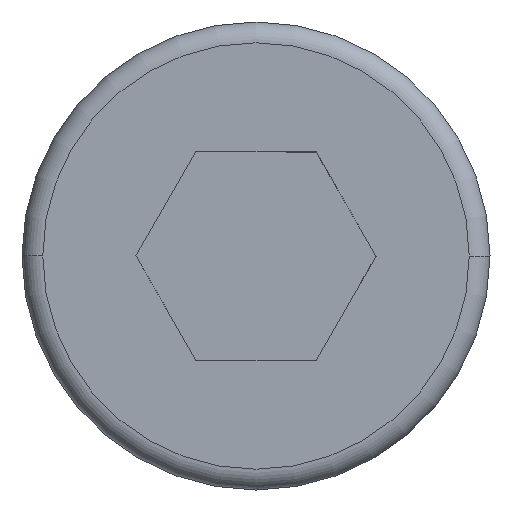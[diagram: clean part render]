
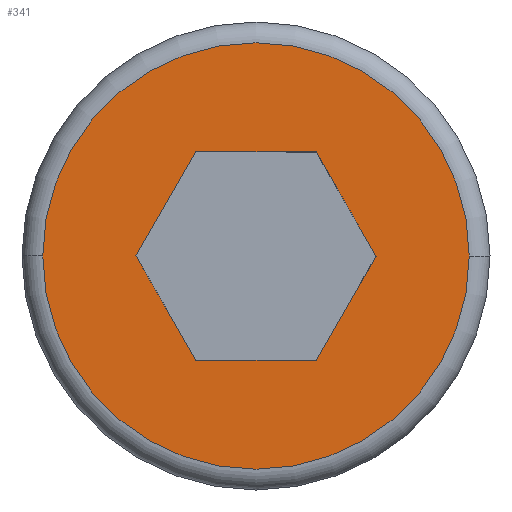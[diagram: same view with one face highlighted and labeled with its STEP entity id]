
A CAD part, left-side view. The second image highlights one B-rep face of the part: STEP entity #341.
In plain terms, the highlighted planar face has unit normal (-1, 0, 0).
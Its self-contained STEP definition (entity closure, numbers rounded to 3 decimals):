
#7 = LINE ( 'NONE', #304, #569 ) ;
#17 = VERTEX_POINT ( 'NONE', #555 ) ;
#18 = CARTESIAN_POINT ( 'NONE',  ( 0., 2.05, 0. ) ) ;
#19 = LINE ( 'NONE', #62, #144 ) ;
#21 = CARTESIAN_POINT ( 'NONE',  ( 0., 0., 0. ) ) ;
#24 = DIRECTION ( 'NONE',  ( 0., -1., 0. ) ) ;
#25 = CARTESIAN_POINT ( 'NONE',  ( 0., 1., 1. ) ) ;
#27 = CARTESIAN_POINT ( 'NONE',  ( 0., 1., 0. ) ) ;
#40 = EDGE_LOOP ( 'NONE', ( #661, #625, #544, #370, #54, #235 ) ) ;
#51 = EDGE_CURVE ( 'NONE', #104, #289, #420, .T. ) ;
#54 = ORIENTED_EDGE ( 'NONE', *, *, #51, .F. ) ;
#62 = CARTESIAN_POINT ( 'NONE',  ( 0., -0.616, 0.933 ) ) ;
#72 = CIRCLE ( 'NONE', #317, 2.05 ) ;
#85 = FACE_OUTER_BOUND ( 'NONE', #639, .T. ) ;
#99 = CARTESIAN_POINT ( 'NONE',  ( 0., 0.577, 1. ) ) ;
#104 = VERTEX_POINT ( 'NONE', #99 ) ;
#109 = FACE_BOUND ( 'NONE', #40, .T. ) ;
#119 = DIRECTION ( 'NONE',  ( 0., -1., 0. ) ) ;
#130 = DIRECTION ( 'NONE',  ( -1., 0., 0. ) ) ;
#133 = LINE ( 'NONE', #486, #221 ) ;
#143 = LINE ( 'NONE', #25, #282 ) ;
#144 = VECTOR ( 'NONE', #496, 1000. ) ;
#145 = CARTESIAN_POINT ( 'NONE',  ( 0., 1.116, 0.067 ) ) ;
#168 = VECTOR ( 'NONE', #594, 1000. ) ;
#184 = DIRECTION ( 'NONE',  ( 0., -1., 0. ) ) ;
#186 = CARTESIAN_POINT ( 'NONE',  ( 0., 1.155, 0. ) ) ;
#187 = EDGE_CURVE ( 'NONE', #581, #373, #19, .T. ) ;
#194 = LINE ( 'NONE', #232, #653 ) ;
#200 = EDGE_CURVE ( 'NONE', #358, #476, #72, .T. ) ;
#210 = CARTESIAN_POINT ( 'NONE',  ( 0., -2.05, 0. ) ) ;
#218 = AXIS2_PLACEMENT_3D ( 'NONE', #27, #326, #184 ) ;
#221 = VECTOR ( 'NONE', #665, 1000. ) ;
#232 = CARTESIAN_POINT ( 'NONE',  ( 0., -0.616, -0.933 ) ) ;
#234 = EDGE_CURVE ( 'NONE', #289, #17, #133, .T. ) ;
#235 = ORIENTED_EDGE ( 'NONE', *, *, #290, .F. ) ;
#266 = EDGE_CURVE ( 'NONE', #476, #358, #320, .T. ) ;
#281 = AXIS2_PLACEMENT_3D ( 'NONE', #21, #130, #24 ) ;
#282 = VECTOR ( 'NONE', #333, 1000. ) ;
#289 = VERTEX_POINT ( 'NONE', #186 ) ;
#290 = EDGE_CURVE ( 'NONE', #373, #104, #143, .T. ) ;
#304 = CARTESIAN_POINT ( 'NONE',  ( 0., 1., -1. ) ) ;
#305 = DIRECTION ( 'NONE',  ( -1., 0., 0. ) ) ;
#313 = CARTESIAN_POINT ( 'NONE',  ( 0., -0.577, 1. ) ) ;
#317 = AXIS2_PLACEMENT_3D ( 'NONE', #621, #305, #400 ) ;
#320 = CIRCLE ( 'NONE', #281, 2.05 ) ;
#326 = DIRECTION ( 'NONE',  ( -1., 0., 0. ) ) ;
#333 = DIRECTION ( 'NONE',  ( 0., 1., 0. ) ) ;
#339 = CARTESIAN_POINT ( 'NONE',  ( 0., -0.577, -1. ) ) ;
#341 = ADVANCED_FACE ( 'NONE', ( #85, #109 ), #364, .T. ) ;
#358 = VERTEX_POINT ( 'NONE', #210 ) ;
#364 = PLANE ( 'NONE',  #218 ) ;
#370 = ORIENTED_EDGE ( 'NONE', *, *, #234, .F. ) ;
#373 = VERTEX_POINT ( 'NONE', #313 ) ;
#400 = DIRECTION ( 'NONE',  ( 0., -1., 0. ) ) ;
#420 = LINE ( 'NONE', #145, #168 ) ;
#443 = EDGE_CURVE ( 'NONE', #601, #581, #194, .T. ) ;
#476 = VERTEX_POINT ( 'NONE', #18 ) ;
#486 = CARTESIAN_POINT ( 'NONE',  ( 0., 1.116, -0.067 ) ) ;
#496 = DIRECTION ( 'NONE',  ( 0., 0.5, 0.866 ) ) ;
#544 = ORIENTED_EDGE ( 'NONE', *, *, #548, .F. ) ;
#548 = EDGE_CURVE ( 'NONE', #17, #601, #7, .T. ) ;
#550 = ORIENTED_EDGE ( 'NONE', *, *, #266, .T. ) ;
#555 = CARTESIAN_POINT ( 'NONE',  ( 0., 0.577, -1. ) ) ;
#569 = VECTOR ( 'NONE', #119, 1000. ) ;
#581 = VERTEX_POINT ( 'NONE', #608 ) ;
#594 = DIRECTION ( 'NONE',  ( 0., 0.5, -0.866 ) ) ;
#597 = DIRECTION ( 'NONE',  ( 0., -0.5, 0.866 ) ) ;
#601 = VERTEX_POINT ( 'NONE', #339 ) ;
#608 = CARTESIAN_POINT ( 'NONE',  ( 0., -1.155, 0. ) ) ;
#616 = ORIENTED_EDGE ( 'NONE', *, *, #200, .T. ) ;
#621 = CARTESIAN_POINT ( 'NONE',  ( 0., 0., 0. ) ) ;
#625 = ORIENTED_EDGE ( 'NONE', *, *, #443, .F. ) ;
#639 = EDGE_LOOP ( 'NONE', ( #616, #550 ) ) ;
#653 = VECTOR ( 'NONE', #597, 1000. ) ;
#661 = ORIENTED_EDGE ( 'NONE', *, *, #187, .F. ) ;
#665 = DIRECTION ( 'NONE',  ( 0., -0.5, -0.866 ) ) ;
